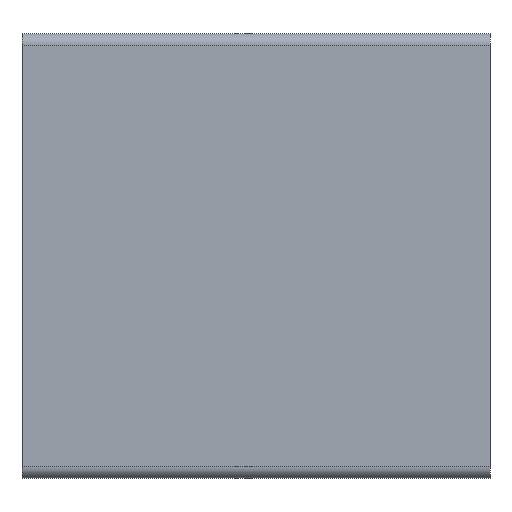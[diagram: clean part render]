
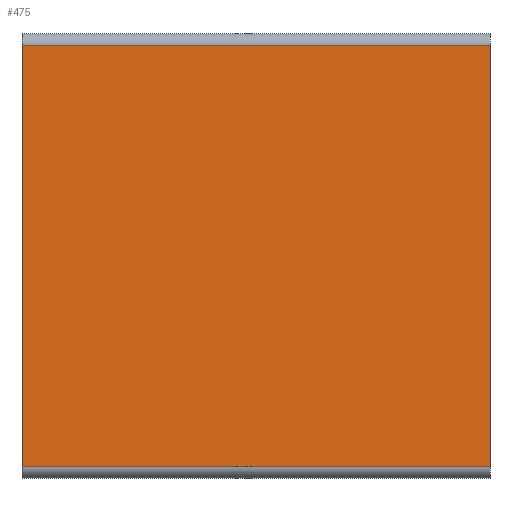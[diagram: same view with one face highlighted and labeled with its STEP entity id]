
A CAD part, front view. The second image highlights one B-rep face of the part: STEP entity #475.
In plain terms, the highlighted planar face has unit normal (0, -1, 0).
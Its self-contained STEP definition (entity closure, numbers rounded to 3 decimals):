
#26 = DIRECTION ( 'NONE',  ( 0., 0., -1. ) ) ;
#60 = VERTEX_POINT ( 'NONE', #466 ) ;
#88 = ORIENTED_EDGE ( 'NONE', *, *, #386, .F. ) ;
#94 = CARTESIAN_POINT ( 'NONE',  ( 59.184, 34.898, -45. ) ) ;
#112 = VERTEX_POINT ( 'NONE', #380 ) ;
#134 = VERTEX_POINT ( 'NONE', #94 ) ;
#135 = EDGE_CURVE ( 'NONE', #60, #479, #206, .T. ) ;
#145 = DIRECTION ( 'NONE',  ( 0., 0., -1. ) ) ;
#147 = CARTESIAN_POINT ( 'NONE',  ( -40.816, 34.898, 45. ) ) ;
#167 = DIRECTION ( 'NONE',  ( -1., 0., 0. ) ) ;
#179 = CARTESIAN_POINT ( 'NONE',  ( -40.816, 34.898, -45. ) ) ;
#206 = LINE ( 'NONE', #147, #562 ) ;
#209 = DIRECTION ( 'NONE',  ( -1., 0., 0. ) ) ;
#210 = CARTESIAN_POINT ( 'NONE',  ( 59.184, 34.898, -45. ) ) ;
#232 = ORIENTED_EDGE ( 'NONE', *, *, #416, .T. ) ;
#251 = VECTOR ( 'NONE', #167, 1000. ) ;
#275 = LINE ( 'NONE', #350, #411 ) ;
#282 = FACE_OUTER_BOUND ( 'NONE', #389, .T. ) ;
#338 = LINE ( 'NONE', #353, #538 ) ;
#350 = CARTESIAN_POINT ( 'NONE',  ( 59.184, 34.898, 45. ) ) ;
#353 = CARTESIAN_POINT ( 'NONE',  ( 59.184, 34.898, 45. ) ) ;
#363 = PLANE ( 'NONE',  #381 ) ;
#370 = EDGE_CURVE ( 'NONE', #134, #479, #529, .T. ) ;
#371 = DIRECTION ( 'NONE',  ( 0., 0., 1. ) ) ;
#380 = CARTESIAN_POINT ( 'NONE',  ( 59.184, 34.898, 45. ) ) ;
#381 = AXIS2_PLACEMENT_3D ( 'NONE', #564, #605, #371 ) ;
#386 = EDGE_CURVE ( 'NONE', #112, #134, #338, .T. ) ;
#389 = EDGE_LOOP ( 'NONE', ( #442, #553, #88, #232 ) ) ;
#411 = VECTOR ( 'NONE', #209, 1000. ) ;
#416 = EDGE_CURVE ( 'NONE', #112, #60, #275, .T. ) ;
#442 = ORIENTED_EDGE ( 'NONE', *, *, #135, .T. ) ;
#466 = CARTESIAN_POINT ( 'NONE',  ( -40.816, 34.898, 45. ) ) ;
#475 = ADVANCED_FACE ( 'NONE', ( #282 ), #363, .F. ) ;
#479 = VERTEX_POINT ( 'NONE', #179 ) ;
#529 = LINE ( 'NONE', #210, #251 ) ;
#538 = VECTOR ( 'NONE', #26, 1000. ) ;
#553 = ORIENTED_EDGE ( 'NONE', *, *, #370, .F. ) ;
#562 = VECTOR ( 'NONE', #145, 1000. ) ;
#564 = CARTESIAN_POINT ( 'NONE',  ( 59.184, 34.898, 45. ) ) ;
#605 = DIRECTION ( 'NONE',  ( 0., 1., 0. ) ) ;
